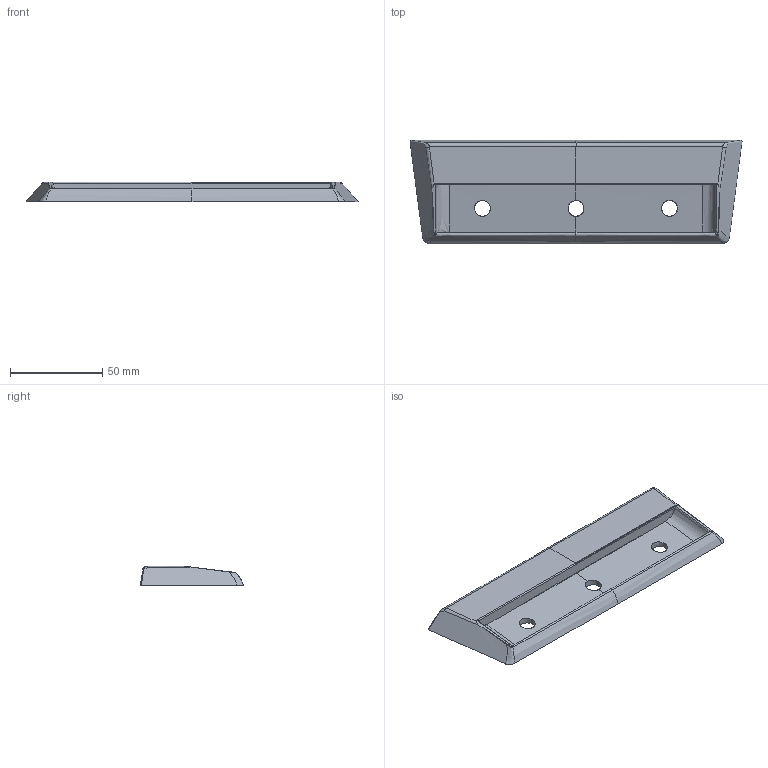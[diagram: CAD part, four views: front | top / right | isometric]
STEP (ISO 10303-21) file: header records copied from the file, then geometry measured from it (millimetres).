
FILE_DESCRIPTION (( 'STEP AP214' ), '1' );
FILE_NAME ('1InchBlockout.STEP', '2017-09-25T21:05:44', ( 'Temp' ), ( '' ), 'SwSTEP 2.0', 'SolidWorks 2010', '' );
FILE_SCHEMA (( 'AUTOMOTIVE_DESIGN' ));
Length unit declared in the file: inch
Products named in the file (1): 1InchBlockout
Bounding box: 180.24 x 56.04 x 10.68 mm (x, y, z)
Surface area: 27482.1 mm2 (no closed solid volume)
Topology: 0 solids, 1 shells, 78 faces, 276 edges, 192 vertices
Faces by surface type: bspline 43, plane 35
Entity records: 24620 total; most frequent: CARTESIAN_POINT 21827, ORIENTED_EDGE 520, EDGE_CURVE 268, B_SPLINE_CURVE_WITH_KNOTS 236, VERTEX_POINT 192, DIRECTION 104, EDGE_LOOP 87, LENGTH_MEASURE_WITH_UNIT 80
